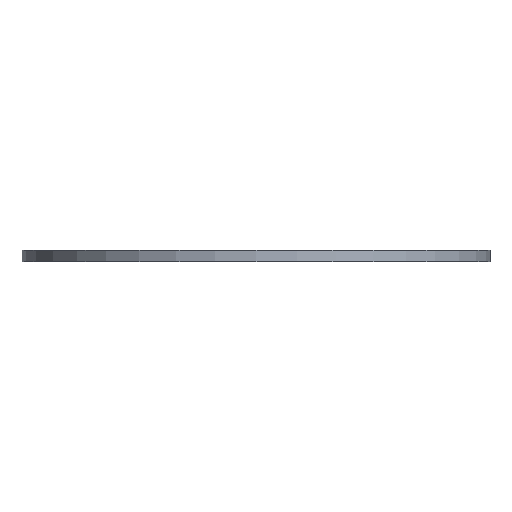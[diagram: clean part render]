
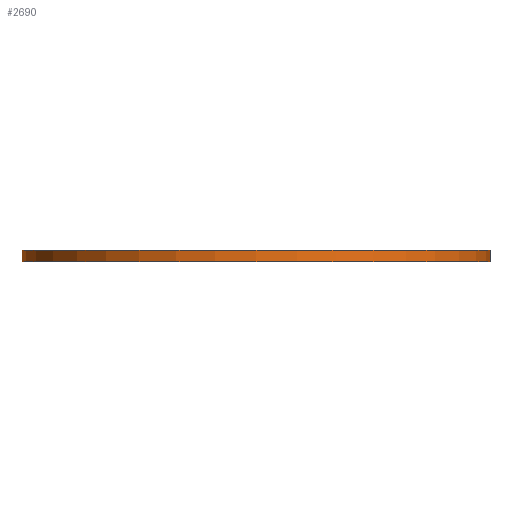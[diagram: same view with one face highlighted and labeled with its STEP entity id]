
A CAD part, front view. The second image highlights one B-rep face of the part: STEP entity #2690.
In plain terms, the highlighted cylindrical face has radius 21.399 mm (diameter 42.799 mm), a partial arc.
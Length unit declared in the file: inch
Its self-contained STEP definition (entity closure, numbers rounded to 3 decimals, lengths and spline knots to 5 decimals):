
#16 = CARTESIAN_POINT ( 'NONE',  ( -0.8425, 0., 0. ) ) ;
#29 = CARTESIAN_POINT ( 'NONE',  ( 0.8425, 0., 0.04 ) ) ;
#236 = DIRECTION ( 'NONE',  ( 0., 0., -1. ) ) ;
#238 = CARTESIAN_POINT ( 'NONE',  ( -0.8425, 0., 0.04 ) ) ;
#341 = CARTESIAN_POINT ( 'NONE',  ( -0.8425, 0., 0.04 ) ) ;
#487 = ORIENTED_EDGE ( 'NONE', *, *, #996, .F. ) ;
#561 = ORIENTED_EDGE ( 'NONE', *, *, #1002, .T. ) ;
#567 = ORIENTED_EDGE ( 'NONE', *, *, #1143, .T. ) ;
#603 = ORIENTED_EDGE ( 'NONE', *, *, #997, .F. ) ;
#765 = AXIS2_PLACEMENT_3D ( 'NONE', #1904, #1901, #1899 ) ;
#767 = AXIS2_PLACEMENT_3D ( 'NONE', #1923, #1921, #1920 ) ;
#890 = AXIS2_PLACEMENT_3D ( 'NONE', #1717, #1810, #1815 ) ;
#996 = EDGE_CURVE ( 'NONE', #1291, #1411, #2225, .T. ) ;
#997 = EDGE_CURVE ( 'NONE', #1387, #1291, #2209, .T. ) ;
#1002 = EDGE_CURVE ( 'NONE', #1313, #1411, #2313, .T. ) ;
#1143 = EDGE_CURVE ( 'NONE', #1387, #1313, #2617, .T. ) ;
#1291 = VERTEX_POINT ( 'NONE', #29 ) ;
#1313 = VERTEX_POINT ( 'NONE', #16 ) ;
#1387 = VERTEX_POINT ( 'NONE', #341 ) ;
#1411 = VERTEX_POINT ( 'NONE', #1577 ) ;
#1462 = EDGE_LOOP ( 'NONE', ( #487, #603, #567, #561 ) ) ;
#1577 = CARTESIAN_POINT ( 'NONE',  ( 0.8425, 0., 0. ) ) ;
#1717 = CARTESIAN_POINT ( 'NONE',  ( 0., 0., 0.04 ) ) ;
#1810 = DIRECTION ( 'NONE',  ( 0., 0., -1. ) ) ;
#1815 = DIRECTION ( 'NONE',  ( -1., 0., 0. ) ) ;
#1899 = DIRECTION ( 'NONE',  ( 1., 0., 0. ) ) ;
#1901 = DIRECTION ( 'NONE',  ( 0., 0., 1. ) ) ;
#1904 = CARTESIAN_POINT ( 'NONE',  ( 0., 0., 0. ) ) ;
#1920 = DIRECTION ( 'NONE',  ( 1., 0., 0. ) ) ;
#1921 = DIRECTION ( 'NONE',  ( 0., 0., 1. ) ) ;
#1923 = CARTESIAN_POINT ( 'NONE',  ( 0., 0., 0.04 ) ) ;
#1932 = CARTESIAN_POINT ( 'NONE',  ( 0.8425, 0., 0.04 ) ) ;
#2017 = DIRECTION ( 'NONE',  ( 0., 0., -1. ) ) ;
#2187 = VECTOR ( 'NONE', #2017, 39.37008 ) ;
#2209 = CIRCLE ( 'NONE', #767, 0.8425 ) ;
#2225 = LINE ( 'NONE', #1932, #2187 ) ;
#2313 = CIRCLE ( 'NONE', #765, 0.8425 ) ;
#2483 = CYLINDRICAL_SURFACE ( 'NONE', #890, 0.8425 ) ;
#2487 = FACE_OUTER_BOUND ( 'NONE', #1462, .T. ) ;
#2615 = VECTOR ( 'NONE', #236, 39.37008 ) ;
#2617 = LINE ( 'NONE', #238, #2615 ) ;
#2690 = ADVANCED_FACE ( 'NONE', ( #2487 ), #2483, .T. ) ;
